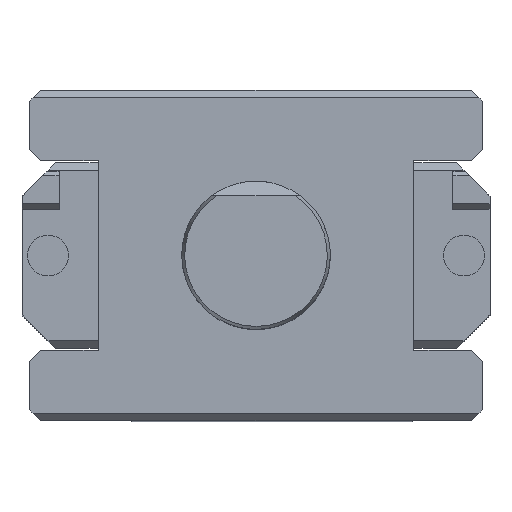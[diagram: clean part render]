
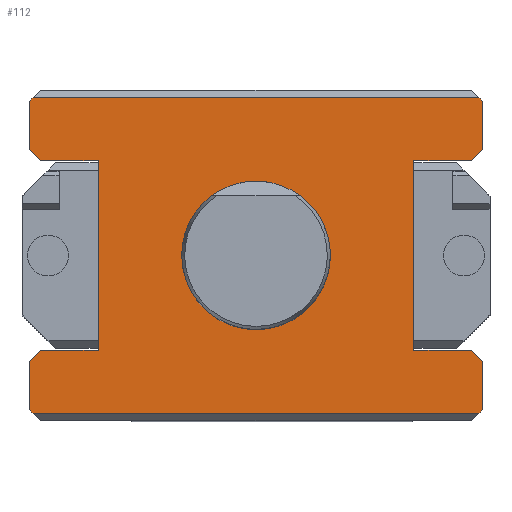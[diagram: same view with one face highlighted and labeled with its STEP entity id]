
A CAD part, top view. The second image highlights one B-rep face of the part: STEP entity #112.
In plain terms, the highlighted planar face has unit normal (0, 0, 1).
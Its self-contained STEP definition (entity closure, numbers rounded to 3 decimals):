
#51=FACE_BOUND('',#376,.T.);
#52=FACE_BOUND('',#377,.T.);
#112=ADVANCED_FACE('',(#51,#52),#209,.T.);
#209=PLANE('',#1884);
#376=EDGE_LOOP('',(#553,#554,#555,#556,#557,#558,#559,#560,#561,#562,#563,
#564,#565,#566,#567,#568,#569,#570,#571,#572));
#377=EDGE_LOOP('',(#573));
#493=CIRCLE('',#1876,20.);
#553=ORIENTED_EDGE('',*,*,#1200,.F.);
#554=ORIENTED_EDGE('',*,*,#1201,.T.);
#555=ORIENTED_EDGE('',*,*,#1202,.T.);
#556=ORIENTED_EDGE('',*,*,#1203,.T.);
#557=ORIENTED_EDGE('',*,*,#1204,.T.);
#558=ORIENTED_EDGE('',*,*,#1205,.T.);
#559=ORIENTED_EDGE('',*,*,#1206,.T.);
#560=ORIENTED_EDGE('',*,*,#1207,.T.);
#561=ORIENTED_EDGE('',*,*,#1208,.T.);
#562=ORIENTED_EDGE('',*,*,#1209,.T.);
#563=ORIENTED_EDGE('',*,*,#1210,.T.);
#564=ORIENTED_EDGE('',*,*,#1211,.T.);
#565=ORIENTED_EDGE('',*,*,#1212,.T.);
#566=ORIENTED_EDGE('',*,*,#1213,.T.);
#567=ORIENTED_EDGE('',*,*,#1214,.T.);
#568=ORIENTED_EDGE('',*,*,#1215,.T.);
#569=ORIENTED_EDGE('',*,*,#1216,.T.);
#570=ORIENTED_EDGE('',*,*,#1217,.T.);
#571=ORIENTED_EDGE('',*,*,#1218,.T.);
#572=ORIENTED_EDGE('',*,*,#1219,.T.);
#573=ORIENTED_EDGE('',*,*,#1193,.T.);
#1021=VERTEX_POINT('',#2528);
#1028=VERTEX_POINT('',#2603);
#1029=VERTEX_POINT('',#2604);
#1030=VERTEX_POINT('',#2606);
#1031=VERTEX_POINT('',#2608);
#1032=VERTEX_POINT('',#2610);
#1033=VERTEX_POINT('',#2612);
#1034=VERTEX_POINT('',#2614);
#1035=VERTEX_POINT('',#2616);
#1036=VERTEX_POINT('',#2618);
#1037=VERTEX_POINT('',#2620);
#1038=VERTEX_POINT('',#2622);
#1039=VERTEX_POINT('',#2624);
#1040=VERTEX_POINT('',#2626);
#1041=VERTEX_POINT('',#2628);
#1042=VERTEX_POINT('',#2630);
#1043=VERTEX_POINT('',#2632);
#1044=VERTEX_POINT('',#2634);
#1045=VERTEX_POINT('',#2636);
#1046=VERTEX_POINT('',#2638);
#1047=VERTEX_POINT('',#2640);
#1193=EDGE_CURVE('',#1021,#1021,#493,.T.);
#1200=EDGE_CURVE('',#1028,#1029,#1434,.T.);
#1201=EDGE_CURVE('',#1028,#1030,#1435,.T.);
#1202=EDGE_CURVE('',#1030,#1031,#1436,.T.);
#1203=EDGE_CURVE('',#1031,#1032,#1437,.T.);
#1204=EDGE_CURVE('',#1032,#1033,#1438,.T.);
#1205=EDGE_CURVE('',#1033,#1034,#1439,.T.);
#1206=EDGE_CURVE('',#1034,#1035,#1440,.T.);
#1207=EDGE_CURVE('',#1035,#1036,#1441,.T.);
#1208=EDGE_CURVE('',#1036,#1037,#1442,.T.);
#1209=EDGE_CURVE('',#1037,#1038,#1443,.T.);
#1210=EDGE_CURVE('',#1038,#1039,#1444,.T.);
#1211=EDGE_CURVE('',#1039,#1040,#1445,.T.);
#1212=EDGE_CURVE('',#1040,#1041,#1446,.T.);
#1213=EDGE_CURVE('',#1041,#1042,#1447,.T.);
#1214=EDGE_CURVE('',#1042,#1043,#1448,.T.);
#1215=EDGE_CURVE('',#1043,#1044,#1449,.T.);
#1216=EDGE_CURVE('',#1044,#1045,#1450,.T.);
#1217=EDGE_CURVE('',#1045,#1046,#1451,.T.);
#1218=EDGE_CURVE('',#1046,#1047,#1452,.T.);
#1219=EDGE_CURVE('',#1047,#1029,#1453,.T.);
#1434=LINE('',#2602,#1638);
#1435=LINE('',#2605,#1639);
#1436=LINE('',#2607,#1640);
#1437=LINE('',#2609,#1641);
#1438=LINE('',#2611,#1642);
#1439=LINE('',#2613,#1643);
#1440=LINE('',#2615,#1644);
#1441=LINE('',#2617,#1645);
#1442=LINE('',#2619,#1646);
#1443=LINE('',#2621,#1647);
#1444=LINE('',#2623,#1648);
#1445=LINE('',#2625,#1649);
#1446=LINE('',#2627,#1650);
#1447=LINE('',#2629,#1651);
#1448=LINE('',#2631,#1652);
#1449=LINE('',#2633,#1653);
#1450=LINE('',#2635,#1654);
#1451=LINE('',#2637,#1655);
#1452=LINE('',#2639,#1656);
#1453=LINE('',#2641,#1657);
#1638=VECTOR('',#2051,1.);
#1639=VECTOR('',#2052,1.);
#1640=VECTOR('',#2053,1.);
#1641=VECTOR('',#2054,1.);
#1642=VECTOR('',#2055,1.);
#1643=VECTOR('',#2056,1.);
#1644=VECTOR('',#2057,1.);
#1645=VECTOR('',#2058,1.);
#1646=VECTOR('',#2059,1.);
#1647=VECTOR('',#2060,1.);
#1648=VECTOR('',#2061,1.);
#1649=VECTOR('',#2062,1.);
#1650=VECTOR('',#2063,1.);
#1651=VECTOR('',#2064,1.);
#1652=VECTOR('',#2065,1.);
#1653=VECTOR('',#2066,1.);
#1654=VECTOR('',#2067,1.);
#1655=VECTOR('',#2068,1.);
#1656=VECTOR('',#2069,1.);
#1657=VECTOR('',#2070,1.);
#1876=AXIS2_PLACEMENT_3D('',#2527,#2033,#2034);
#1884=AXIS2_PLACEMENT_3D('',#2642,#2071,#2072);
#2033=DIRECTION('',(0.,0.,-1.));
#2034=DIRECTION('',(-1.,0.,0.));
#2051=DIRECTION('',(-1.,0.,0.));
#2052=DIRECTION('',(0.707,0.707,0.));
#2053=DIRECTION('',(0.,1.,0.));
#2054=DIRECTION('',(-0.707,0.707,0.));
#2055=DIRECTION('',(-1.,0.,0.));
#2056=DIRECTION('',(0.,1.,0.));
#2057=DIRECTION('',(1.,0.,0.));
#2058=DIRECTION('',(0.707,0.707,0.));
#2059=DIRECTION('',(0.,1.,0.));
#2060=DIRECTION('',(-0.707,0.707,0.));
#2061=DIRECTION('',(-1.,0.,0.));
#2062=DIRECTION('',(-0.707,-0.707,0.));
#2063=DIRECTION('',(0.,-1.,0.));
#2064=DIRECTION('',(0.707,-0.707,0.));
#2065=DIRECTION('',(1.,0.,0.));
#2066=DIRECTION('',(0.,-1.,0.));
#2067=DIRECTION('',(-1.,0.,0.));
#2068=DIRECTION('',(-0.707,-0.707,0.));
#2069=DIRECTION('',(0.,-1.,0.));
#2070=DIRECTION('',(0.707,-0.707,0.));
#2071=DIRECTION('',(0.,0.,1.));
#2072=DIRECTION('',(1.,0.,0.));
#2527=CARTESIAN_POINT('',(0.,0.,0.));
#2528=CARTESIAN_POINT('',(-20.,0.,0.));
#2602=CARTESIAN_POINT('',(0.,-42.5,0.));
#2603=CARTESIAN_POINT('',(60.,-42.5,0.));
#2604=CARTESIAN_POINT('',(-60.,-42.5,0.));
#2605=CARTESIAN_POINT('',(58.,-44.5,0.));
#2606=CARTESIAN_POINT('',(61.,-41.5,0.));
#2607=CARTESIAN_POINT('',(61.,-28.5,0.));
#2608=CARTESIAN_POINT('',(61.,-28.5,0.));
#2609=CARTESIAN_POINT('',(58.,-25.5,0.));
#2610=CARTESIAN_POINT('',(58.,-25.5,0.));
#2611=CARTESIAN_POINT('',(58.,-25.5,0.));
#2612=CARTESIAN_POINT('',(42.5,-25.5,0.));
#2613=CARTESIAN_POINT('',(42.5,-25.5,0.));
#2614=CARTESIAN_POINT('',(42.5,25.5,0.));
#2615=CARTESIAN_POINT('',(42.5,25.5,0.));
#2616=CARTESIAN_POINT('',(58.,25.5,0.));
#2617=CARTESIAN_POINT('',(58.,25.5,0.));
#2618=CARTESIAN_POINT('',(61.,28.5,0.));
#2619=CARTESIAN_POINT('',(61.,41.5,0.));
#2620=CARTESIAN_POINT('',(61.,41.5,0.));
#2621=CARTESIAN_POINT('',(58.,44.5,0.));
#2622=CARTESIAN_POINT('',(60.,42.5,0.));
#2623=CARTESIAN_POINT('',(0.,42.5,0.));
#2624=CARTESIAN_POINT('',(-60.,42.5,0.));
#2625=CARTESIAN_POINT('',(-58.,44.5,0.));
#2626=CARTESIAN_POINT('',(-61.,41.5,0.));
#2627=CARTESIAN_POINT('',(-61.,41.5,0.));
#2628=CARTESIAN_POINT('',(-61.,28.5,0.));
#2629=CARTESIAN_POINT('',(-61.,28.5,0.));
#2630=CARTESIAN_POINT('',(-58.,25.5,0.));
#2631=CARTESIAN_POINT('',(-58.,25.5,0.));
#2632=CARTESIAN_POINT('',(-42.5,25.5,0.));
#2633=CARTESIAN_POINT('',(-42.5,25.5,0.));
#2634=CARTESIAN_POINT('',(-42.5,-25.5,0.));
#2635=CARTESIAN_POINT('',(-42.5,-25.5,0.));
#2636=CARTESIAN_POINT('',(-58.,-25.5,0.));
#2637=CARTESIAN_POINT('',(-58.,-25.5,0.));
#2638=CARTESIAN_POINT('',(-61.,-28.5,0.));
#2639=CARTESIAN_POINT('',(-61.,-28.5,0.));
#2640=CARTESIAN_POINT('',(-61.,-41.5,0.));
#2641=CARTESIAN_POINT('',(-61.,-41.5,0.));
#2642=CARTESIAN_POINT('',(0.,102.5,0.));
